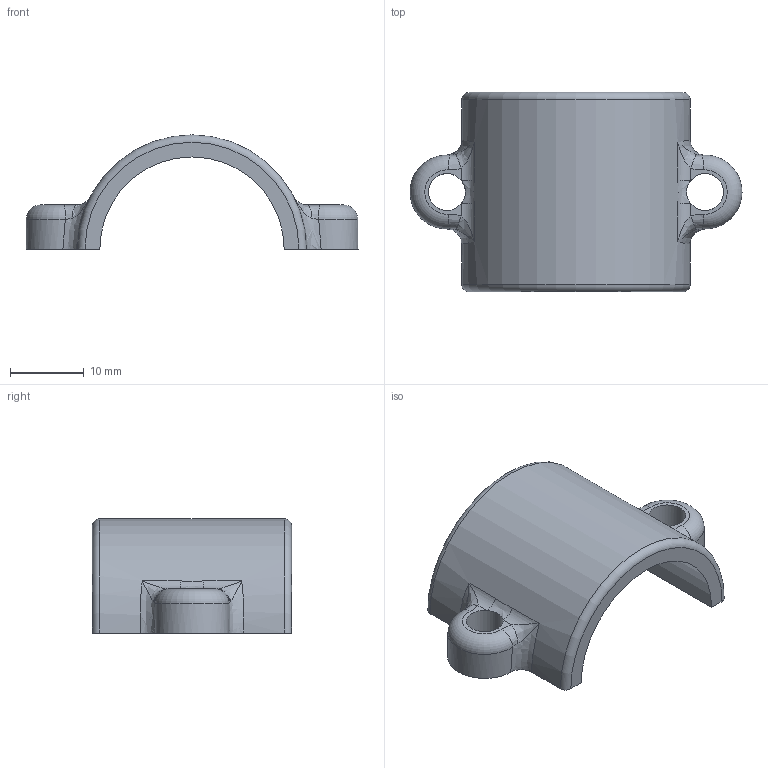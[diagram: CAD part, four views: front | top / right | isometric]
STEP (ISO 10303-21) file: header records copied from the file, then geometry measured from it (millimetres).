
FILE_DESCRIPTION(/* description */ ('Unknown'),/* implementation_level */ '2;1');
FILE_NAME(/* name */ 'Hand_Brake_Handlebar_Bridge',/* time_stamp */ '2024-09-21T20:00:00-03:00',/* author */ ('Unknown'),/* organization */ ('Unknown'),/* preprocessor_version */ 'ST-DEVELOPER v18.102',/* originating_system */ 'Solid Edge',/* authorisation */ 'Unknown');
FILE_SCHEMA (('AUTOMOTIVE_DESIGN {1 0 10303 214 3 1 1}'));
Length unit declared in the file: millimetre
Products named in the file (1): Part1
Bounding box: 45 x 27 x 15.5 mm (x, y, z)
Volume: 4059.6 mm3; surface area: 3196.9 mm2
Topology: 1 solids, 1 shells, 34 faces, 90 edges, 52 vertices
Faces by surface type: bspline 14, cylinder 10, plane 6, torus 4
Full cylindrical faces by diameter (mm): 5 x2
Entity records: 1242 total; most frequent: CARTESIAN_POINT 487, ORIENTED_EDGE 164, DIRECTION 136, EDGE_CURVE 82, AXIS2_PLACEMENT_3D 59, VERTEX_POINT 50, CIRCLE 38, EDGE_LOOP 38
